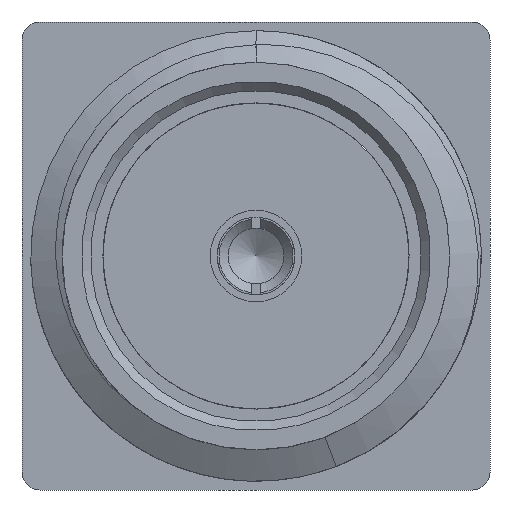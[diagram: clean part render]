
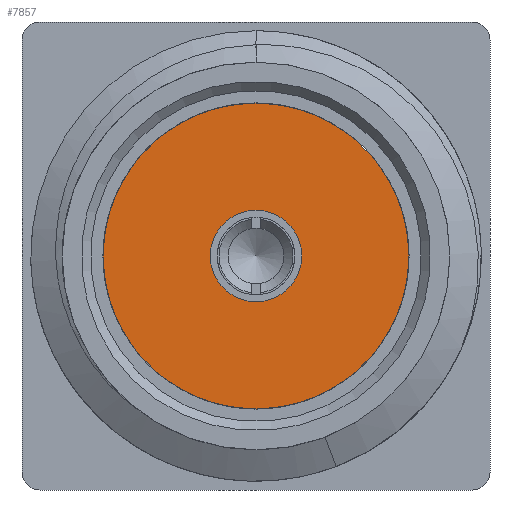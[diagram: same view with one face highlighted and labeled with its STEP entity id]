
A CAD part, front view. The second image highlights one B-rep face of the part: STEP entity #7857.
In plain terms, the highlighted face is planar.
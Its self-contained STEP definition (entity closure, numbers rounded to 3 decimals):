
#7773 = EDGE_CURVE('',#7774,#7774,#7776,.T.);
#7774 = VERTEX_POINT('',#7775);
#7775 = CARTESIAN_POINT('',(-2.127,0.,6.07));
#7776 = SURFACE_CURVE('',#7777,(#7782,#7794),.PCURVE_S1.);
#7777 = CIRCLE('',#7778,2.127);
#7778 = AXIS2_PLACEMENT_3D('',#7779,#7780,#7781);
#7779 = CARTESIAN_POINT('',(0.,0.,6.07));
#7780 = DIRECTION('',(0.,0.,1.));
#7781 = DIRECTION('',(-1.,0.,0.));
#7782 = PCURVE('',#7783,#7788);
#7783 = CYLINDRICAL_SURFACE('',#7784,2.127);
#7784 = AXIS2_PLACEMENT_3D('',#7785,#7786,#7787);
#7785 = CARTESIAN_POINT('',(0.,0.,-1.5));
#7786 = DIRECTION('',(0.,0.,1.));
#7787 = DIRECTION('',(-1.,0.,0.));
#7788 = DEFINITIONAL_REPRESENTATION('',(#7789),#7793);
#7789 = LINE('',#7790,#7791);
#7790 = CARTESIAN_POINT('',(0.,7.57));
#7791 = VECTOR('',#7792,1.);
#7792 = DIRECTION('',(1.,0.));
#7793 = ( GEOMETRIC_REPRESENTATION_CONTEXT(2) 
PARAMETRIC_REPRESENTATION_CONTEXT() REPRESENTATION_CONTEXT('2D SPACE',''
  ) );
#7794 = PCURVE('',#7795,#7800);
#7795 = PLANE('',#7796);
#7796 = AXIS2_PLACEMENT_3D('',#7797,#7798,#7799);
#7797 = CARTESIAN_POINT('',(0.,0.,6.07));
#7798 = DIRECTION('',(0.,0.,1.));
#7799 = DIRECTION('',(-1.,0.,0.));
#7800 = DEFINITIONAL_REPRESENTATION('',(#7801),#7805);
#7801 = CIRCLE('',#7802,2.127);
#7802 = AXIS2_PLACEMENT_2D('',#7803,#7804);
#7803 = CARTESIAN_POINT('',(0.,0.));
#7804 = DIRECTION('',(1.,0.));
#7805 = ( GEOMETRIC_REPRESENTATION_CONTEXT(2) 
PARAMETRIC_REPRESENTATION_CONTEXT() REPRESENTATION_CONTEXT('2D SPACE',''
  ) );
#7857 = ADVANCED_FACE('',(#7858,#7861),#7795,.T.);
#7858 = FACE_BOUND('',#7859,.T.);
#7859 = EDGE_LOOP('',(#7860));
#7860 = ORIENTED_EDGE('',*,*,#7773,.T.);
#7861 = FACE_BOUND('',#7862,.T.);
#7862 = EDGE_LOOP('',(#7863));
#7863 = ORIENTED_EDGE('',*,*,#7864,.F.);
#7864 = EDGE_CURVE('',#7865,#7865,#7867,.T.);
#7865 = VERTEX_POINT('',#7866);
#7866 = CARTESIAN_POINT('',(0.635,-0.,6.07));
#7867 = SURFACE_CURVE('',#7868,(#7873,#7880),.PCURVE_S1.);
#7868 = CIRCLE('',#7869,0.635);
#7869 = AXIS2_PLACEMENT_3D('',#7870,#7871,#7872);
#7870 = CARTESIAN_POINT('',(0.,0.,6.07));
#7871 = DIRECTION('',(0.,0.,1.));
#7872 = DIRECTION('',(1.,0.,0.));
#7873 = PCURVE('',#7795,#7874);
#7874 = DEFINITIONAL_REPRESENTATION('',(#7875),#7879);
#7875 = CIRCLE('',#7876,0.635);
#7876 = AXIS2_PLACEMENT_2D('',#7877,#7878);
#7877 = CARTESIAN_POINT('',(0.,0.));
#7878 = DIRECTION('',(-1.,0.));
#7879 = ( GEOMETRIC_REPRESENTATION_CONTEXT(2) 
PARAMETRIC_REPRESENTATION_CONTEXT() REPRESENTATION_CONTEXT('2D SPACE',''
  ) );
#7880 = PCURVE('',#7881,#7886);
#7881 = CYLINDRICAL_SURFACE('',#7882,0.635);
#7882 = AXIS2_PLACEMENT_3D('',#7883,#7884,#7885);
#7883 = CARTESIAN_POINT('',(0.,0.,-1.5));
#7884 = DIRECTION('',(0.,0.,1.));
#7885 = DIRECTION('',(1.,0.,0.));
#7886 = DEFINITIONAL_REPRESENTATION('',(#7887),#7891);
#7887 = LINE('',#7888,#7889);
#7888 = CARTESIAN_POINT('',(-6.283,7.57));
#7889 = VECTOR('',#7890,1.);
#7890 = DIRECTION('',(1.,-0.));
#7891 = ( GEOMETRIC_REPRESENTATION_CONTEXT(2) 
PARAMETRIC_REPRESENTATION_CONTEXT() REPRESENTATION_CONTEXT('2D SPACE',''
  ) );
